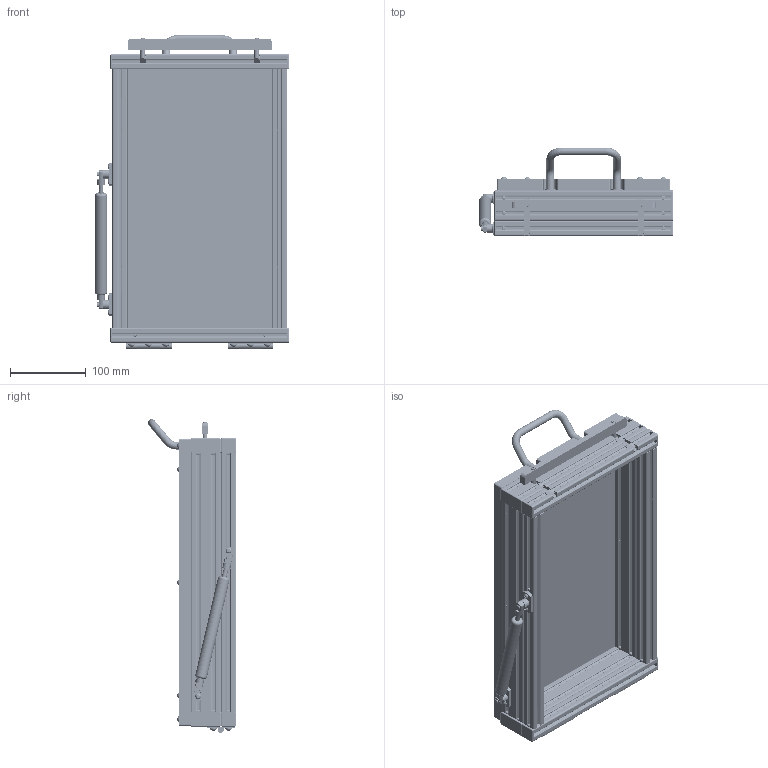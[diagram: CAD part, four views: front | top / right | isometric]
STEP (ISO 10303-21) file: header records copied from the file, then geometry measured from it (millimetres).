
FILE_DESCRIPTION (( 'STEP AP214' ), '1' );
FILE_NAME ('17985~0.STEP', '2020-03-11T09:55:01', ( '' ), ( '' ), 'SwSTEP 2.0', 'SolidWorks 2018', '' );
FILE_SCHEMA (( 'AUTOMOTIVE_DESIGN' ));
Length unit declared in the file: millimetre
Products named in the file (43): 17986~0_S; 32927~0; 25285~2; DIN6325~n_04,0m6x030; ISO7380~n_M04,0x020; ISO7380~n_M04,0x010; DIN912~n_M05,0x040; 32930~0; Scharnier~0_Teil1; DIN6325~n_03,0m6x010; 25695_1~0; ISO7380~n_M04,0x008; 9523~0; 17987~3_S; DIN913~n_M03,0x06; 11531~0; 11507~5; 9289~0; 32928~1; 19994~0; 51334~0; 25695~0_flexibel <S>; 11506~1; 32931~0; 25695_2~0; 17985~0; 32929~0; 9289-1~0; Scharnier~0_Teil2; DIN912~n_M03,0x025; 2833~0_d 5; 3381~0; DIN6325~n_04,0m6x040; 32935~0; DIN125~n_04,3 M04,0; 12849~0; 3376~0; 13372~1; Stift_zu_Scharnier_13372~0; 9737~0 ...
Assembly tree (115 placements, depth 5):
  17985~0
    17986~0_S
      32927~0
      32928~1
      32929~0  x2
      32930~0  x2
      32931~0
      32932~0
      32935~0
      11506~1  x2
      11507~5  x2
      9523~0  x4
      3376~0  x4
      12849~0  x2
        13372~1
          Scharnier~0_Teil1
          Scharnier~0_Teil2
          Stift_zu_Scharnier_13372~0
        DIN125~n_04,3 M04,0
        ISO7380~n_M04,0x008
        13373~0
      11531~0  x2
      25695~0_flexibel <S>
        25695_1~0
        25695_2~0
      25285~2  x2
      3381~0  x4
      2833~0_d 5  x2
      51334~0
      19994~0  x2
      9289~0  x12
        9289-1~0
        9289-2~0
      DIN912~n_M05,0x040  x2
      ISO7380~n_M04,0x010  x4
      DIN6325~n_04,0m6x040  x2
      DIN912~n_M03,0x025  x2
      DIN913~n_M03,0x06  x2
      DIN6325~n_03,0m6x010  x2
      9737~0  x2
    17987~3_S
    3381~0  x10
    ISO7380~n_M04,0x020  x10
    DIN6325~n_04,0m6x030  x2
Bounding box: 255.18 x 116.17 x 413.1 mm (x, y, z)
Volume: 1987379.9 mm3; surface area: 831221.6 mm2
Topology: 141 solids, 141 shells, 5330 faces, 13948 edges, 8871 vertices
Faces by surface type: plane 2763, cylinder 2082, cone 204, torus 153, bspline 76, sphere 52
Entity records: 71919 total; most frequent: CARTESIAN_POINT 17769, DIRECTION 10731, ORIENTED_EDGE 10648, EDGE_CURVE 5324, AXIS2_PLACEMENT_3D 3899, VERTEX_POINT 3478, VECTOR 2933, LINE 2933
